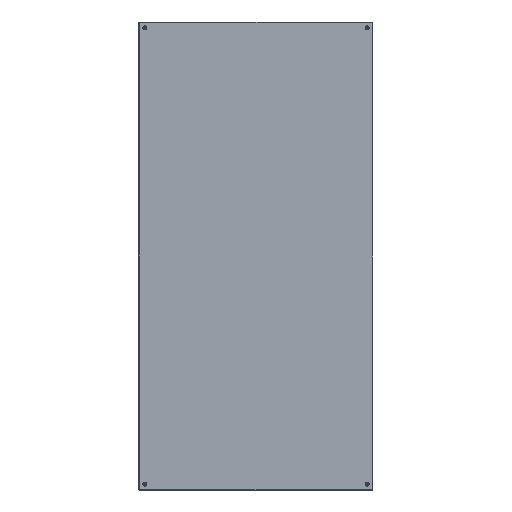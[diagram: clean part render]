
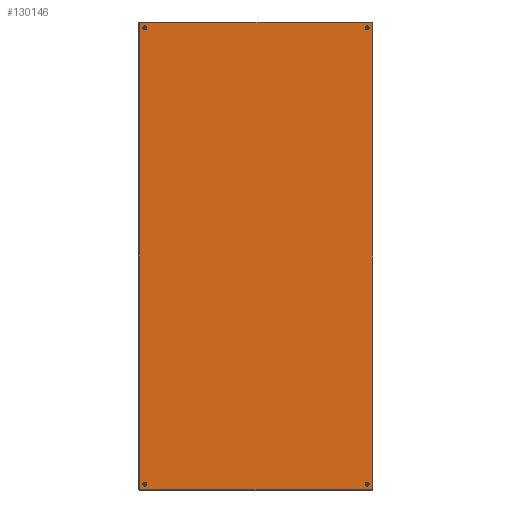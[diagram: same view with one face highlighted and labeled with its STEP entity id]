
A CAD part, left-side view. The second image highlights one B-rep face of the part: STEP entity #130146.
In plain terms, the highlighted face is planar.
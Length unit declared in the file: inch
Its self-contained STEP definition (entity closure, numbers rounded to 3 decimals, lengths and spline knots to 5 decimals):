
#781 = LINE ( 'NONE', #2966, #107002 ) ;
#1651 = FACE_BOUND ( 'NONE', #133160, .T. ) ;
#2313 = CARTESIAN_POINT ( 'NONE',  ( 29.25, 0., 14.25 ) ) ;
#2858 = CARTESIAN_POINT ( 'NONE',  ( -29., 0., 14.25 ) ) ;
#2966 = CARTESIAN_POINT ( 'NONE',  ( -29.928, 0., 14.928 ) ) ;
#4725 = EDGE_CURVE ( 'NONE', #16015, #7516, #76291, .T. ) ;
#7516 = VERTEX_POINT ( 'NONE', #37074 ) ;
#9095 = EDGE_CURVE ( 'NONE', #81433, #7516, #74741, .T. ) ;
#11680 = DIRECTION ( 'NONE',  ( 0., -1., 0. ) ) ;
#12187 = AXIS2_PLACEMENT_3D ( 'NONE', #2313, #100064, #13134 ) ;
#12464 = DIRECTION ( 'NONE',  ( 0., -1., 0. ) ) ;
#12626 = EDGE_CURVE ( 'NONE', #116972, #46243, #53977, .T. ) ;
#13134 = DIRECTION ( 'NONE',  ( -1., 0., 0. ) ) ;
#15902 = DIRECTION ( 'NONE',  ( 1., 0., 0. ) ) ;
#15947 = AXIS2_PLACEMENT_3D ( 'NONE', #29848, #50027, #73075 ) ;
#16015 = VERTEX_POINT ( 'NONE', #133579 ) ;
#16234 = EDGE_CURVE ( 'NONE', #84337, #127509, #23745, .T. ) ;
#17308 = CARTESIAN_POINT ( 'NONE',  ( 29.25, 0., -14.25 ) ) ;
#19299 = VECTOR ( 'NONE', #54155, 39.37008 ) ;
#20429 = ORIENTED_EDGE ( 'NONE', *, *, #128647, .F. ) ;
#20907 = AXIS2_PLACEMENT_3D ( 'NONE', #22935, #11680, #53413 ) ;
#21876 = CIRCLE ( 'NONE', #20907, 0.25 ) ;
#22935 = CARTESIAN_POINT ( 'NONE',  ( 29.25, 0., 14.25 ) ) ;
#23745 = CIRCLE ( 'NONE', #80166, 0.25 ) ;
#25661 = DIRECTION ( 'NONE',  ( -1., 0., 0. ) ) ;
#25793 = VERTEX_POINT ( 'NONE', #88651 ) ;
#27445 = VECTOR ( 'NONE', #37413, 39.37008 ) ;
#28889 = CARTESIAN_POINT ( 'NONE',  ( 29., 0., 14.25 ) ) ;
#29425 = DIRECTION ( 'NONE',  ( 0., -1., 0. ) ) ;
#29848 = CARTESIAN_POINT ( 'NONE',  ( -29.25, 0., -14.25 ) ) ;
#30207 = FACE_BOUND ( 'NONE', #32540, .T. ) ;
#32540 = EDGE_LOOP ( 'NONE', ( #52074, #122487 ) ) ;
#32961 = CIRCLE ( 'NONE', #124493, 0.25 ) ;
#34088 = CARTESIAN_POINT ( 'NONE',  ( -29.25, 0., -14.25 ) ) ;
#35123 = ORIENTED_EDGE ( 'NONE', *, *, #58865, .T. ) ;
#36073 = VERTEX_POINT ( 'NONE', #125668 ) ;
#36374 = AXIS2_PLACEMENT_3D ( 'NONE', #128132, #83984, #116416 ) ;
#36994 = FACE_BOUND ( 'NONE', #130141, .T. ) ;
#37074 = CARTESIAN_POINT ( 'NONE',  ( 29.928, 0., -14.892 ) ) ;
#37413 = DIRECTION ( 'NONE',  ( 0., 0., -1. ) ) ;
#39300 = EDGE_CURVE ( 'NONE', #46243, #116972, #102232, .T. ) ;
#39386 = DIRECTION ( 'NONE',  ( 0., -1., 0. ) ) ;
#42087 = CARTESIAN_POINT ( 'NONE',  ( -29.5, 0., -14.25 ) ) ;
#43499 = CARTESIAN_POINT ( 'NONE',  ( -29.5, 0., 14.25 ) ) ;
#43635 = EDGE_LOOP ( 'NONE', ( #92215, #35123 ) ) ;
#46243 = VERTEX_POINT ( 'NONE', #42087 ) ;
#46298 = DIRECTION ( 'NONE',  ( 0., -1., 0. ) ) ;
#47932 = EDGE_CURVE ( 'NONE', #110339, #36073, #56864, .T. ) ;
#50027 = DIRECTION ( 'NONE',  ( 0., -1., 0. ) ) ;
#50612 = DIRECTION ( 'NONE',  ( -1., 0., 0. ) ) ;
#51858 = CIRCLE ( 'NONE', #12187, 0.25 ) ;
#52074 = ORIENTED_EDGE ( 'NONE', *, *, #16234, .T. ) ;
#53413 = DIRECTION ( 'NONE',  ( -1., 0., 0. ) ) ;
#53902 = EDGE_CURVE ( 'NONE', #127509, #84337, #32961, .T. ) ;
#53977 = CIRCLE ( 'NONE', #68515, 0.25 ) ;
#54155 = DIRECTION ( 'NONE',  ( -1., 0., 0. ) ) ;
#56864 = CIRCLE ( 'NONE', #71281, 0.25 ) ;
#56935 = DIRECTION ( 'NONE',  ( 0., 0., 1. ) ) ;
#58797 = FACE_BOUND ( 'NONE', #43635, .T. ) ;
#58865 = EDGE_CURVE ( 'NONE', #36073, #110339, #119713, .T. ) ;
#64204 = CARTESIAN_POINT ( 'NONE',  ( 29.25, 0., -14.25 ) ) ;
#64548 = EDGE_CURVE ( 'NONE', #109607, #25793, #21876, .T. ) ;
#67758 = DIRECTION ( 'NONE',  ( -1., 0., 0. ) ) ;
#68515 = AXIS2_PLACEMENT_3D ( 'NONE', #34088, #12464, #67758 ) ;
#70400 = ORIENTED_EDGE ( 'NONE', *, *, #12626, .T. ) ;
#70517 = ORIENTED_EDGE ( 'NONE', *, *, #39300, .T. ) ;
#70748 = EDGE_LOOP ( 'NONE', ( #20429, #93123, #107080, #77714 ) ) ;
#70980 = CARTESIAN_POINT ( 'NONE',  ( -29.928, 0., 14.892 ) ) ;
#71281 = AXIS2_PLACEMENT_3D ( 'NONE', #64204, #139518, #108952 ) ;
#72289 = FACE_OUTER_BOUND ( 'NONE', #70748, .T. ) ;
#73075 = DIRECTION ( 'NONE',  ( -1., 0., 0. ) ) ;
#74741 = LINE ( 'NONE', #113188, #128562 ) ;
#76291 = LINE ( 'NONE', #89598, #27445 ) ;
#77714 = ORIENTED_EDGE ( 'NONE', *, *, #100091, .T. ) ;
#80166 = AXIS2_PLACEMENT_3D ( 'NONE', #122517, #46298, #25661 ) ;
#80467 = CARTESIAN_POINT ( 'NONE',  ( -29., 0., -14.25 ) ) ;
#81433 = VERTEX_POINT ( 'NONE', #139176 ) ;
#83984 = DIRECTION ( 'NONE',  ( 0., -1., 0. ) ) ;
#84337 = VERTEX_POINT ( 'NONE', #43499 ) ;
#85621 = VERTEX_POINT ( 'NONE', #70980 ) ;
#88651 = CARTESIAN_POINT ( 'NONE',  ( 29.5, 0., 14.25 ) ) ;
#89598 = CARTESIAN_POINT ( 'NONE',  ( 29.928, 0., -14.928 ) ) ;
#92215 = ORIENTED_EDGE ( 'NONE', *, *, #47932, .T. ) ;
#93123 = ORIENTED_EDGE ( 'NONE', *, *, #4725, .T. ) ;
#96611 = EDGE_CURVE ( 'NONE', #25793, #109607, #51858, .T. ) ;
#100064 = DIRECTION ( 'NONE',  ( 0., -1., 0. ) ) ;
#100091 = EDGE_CURVE ( 'NONE', #81433, #85621, #781, .T. ) ;
#102232 = CIRCLE ( 'NONE', #15947, 0.25 ) ;
#104234 = CARTESIAN_POINT ( 'NONE',  ( -29.25, 0., 14.25 ) ) ;
#107002 = VECTOR ( 'NONE', #56935, 39.37008 ) ;
#107080 = ORIENTED_EDGE ( 'NONE', *, *, #9095, .F. ) ;
#108952 = DIRECTION ( 'NONE',  ( -1., 0., 0. ) ) ;
#109607 = VERTEX_POINT ( 'NONE', #28889 ) ;
#110339 = VERTEX_POINT ( 'NONE', #121256 ) ;
#110915 = AXIS2_PLACEMENT_3D ( 'NONE', #17308, #39386, #50612 ) ;
#113188 = CARTESIAN_POINT ( 'NONE',  ( 29.928, 0., -14.892 ) ) ;
#115180 = LINE ( 'NONE', #130827, #19299 ) ;
#115461 = DIRECTION ( 'NONE',  ( -1., 0., 0. ) ) ;
#116416 = DIRECTION ( 'NONE',  ( -1., 0., 0. ) ) ;
#116972 = VERTEX_POINT ( 'NONE', #80467 ) ;
#119713 = CIRCLE ( 'NONE', #110915, 0.25 ) ;
#121058 = ORIENTED_EDGE ( 'NONE', *, *, #64548, .T. ) ;
#121256 = CARTESIAN_POINT ( 'NONE',  ( 29., 0., -14.25 ) ) ;
#122487 = ORIENTED_EDGE ( 'NONE', *, *, #53902, .T. ) ;
#122517 = CARTESIAN_POINT ( 'NONE',  ( -29.25, 0., 14.25 ) ) ;
#124493 = AXIS2_PLACEMENT_3D ( 'NONE', #104234, #29425, #115461 ) ;
#125668 = CARTESIAN_POINT ( 'NONE',  ( 29.5, 0., -14.25 ) ) ;
#127201 = PLANE ( 'NONE',  #36374 ) ;
#127509 = VERTEX_POINT ( 'NONE', #2858 ) ;
#128132 = CARTESIAN_POINT ( 'NONE',  ( -29.928, 0., 14.928 ) ) ;
#128562 = VECTOR ( 'NONE', #15902, 39.37008 ) ;
#128647 = EDGE_CURVE ( 'NONE', #16015, #85621, #115180, .T. ) ;
#130141 = EDGE_LOOP ( 'NONE', ( #70517, #70400 ) ) ;
#130146 = ADVANCED_FACE ( 'NONE', ( #72289, #36994, #58797, #30207, #1651 ), #127201, .F. ) ;
#130827 = CARTESIAN_POINT ( 'NONE',  ( -29.928, 0., 14.892 ) ) ;
#133160 = EDGE_LOOP ( 'NONE', ( #121058, #134307 ) ) ;
#133579 = CARTESIAN_POINT ( 'NONE',  ( 29.928, 0., 14.892 ) ) ;
#134307 = ORIENTED_EDGE ( 'NONE', *, *, #96611, .T. ) ;
#139176 = CARTESIAN_POINT ( 'NONE',  ( -29.928, 0., -14.892 ) ) ;
#139518 = DIRECTION ( 'NONE',  ( 0., -1., 0. ) ) ;
